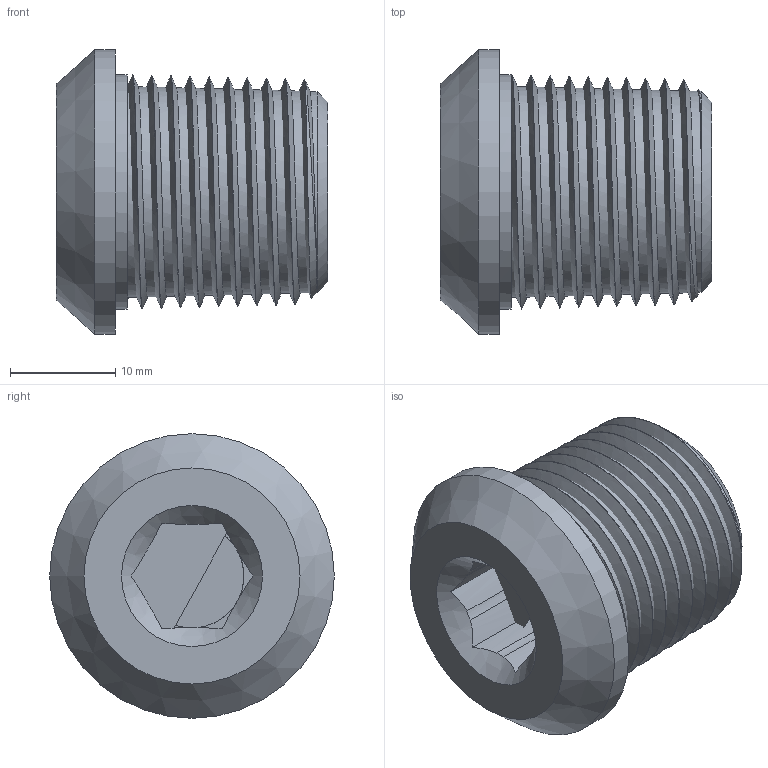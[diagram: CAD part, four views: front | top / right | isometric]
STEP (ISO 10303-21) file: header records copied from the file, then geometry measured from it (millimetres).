
FILE_DESCRIPTION(/* description */ ('VSS-Innensechskant NPT 1/2"'),/* implementation_level */ '2;1');
FILE_NAME(/* name */ 'CQA4200YXN-RST.stp',/* time_stamp */ '2021-03-30T13:48:55+02:00',/* author */ ('sl'),/* organization */ (''),/* preprocessor_version */ 'ST-DEVELOPER v16.5',/* originating_system */ 'Autodesk Inventor 2017',/* authorisation */ '');
FILE_SCHEMA (('AUTOMOTIVE_DESIGN { 1 0 10303 214 3 1 1 }'));
Length unit declared in the file: millimetre
Products named in the file (1): CQA4200YXN
Bounding box: 25.77 x 27 x 27 mm (x, y, z)
Volume: 8295 mm3; surface area: 5077.2 mm2
Topology: 1 solids, 1 shells, 36 faces, 92 edges, 58 vertices
Faces by surface type: cylinder 15, plane 12, cone 5, bspline 4
Full cylindrical faces by diameter (mm): 9.85 x1, 22.223 x1, 27 x1
Entity records: 3742 total; most frequent: CARTESIAN_POINT 2925, DIRECTION 162, ORIENTED_EDGE 160, EDGE_CURVE 79, AXIS2_PLACEMENT_3D 72, VERTEX_POINT 53, EDGE_LOOP 44, CIRCLE 38
